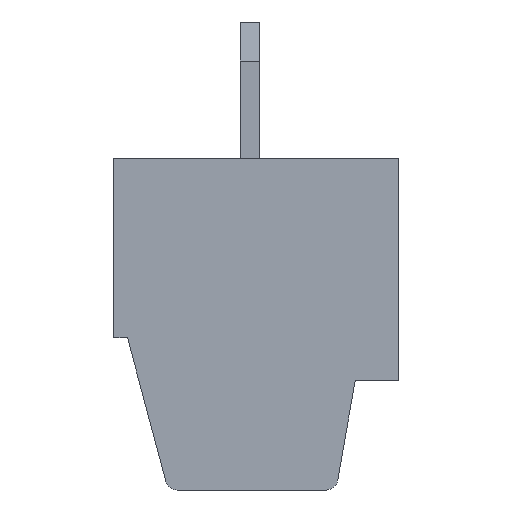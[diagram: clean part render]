
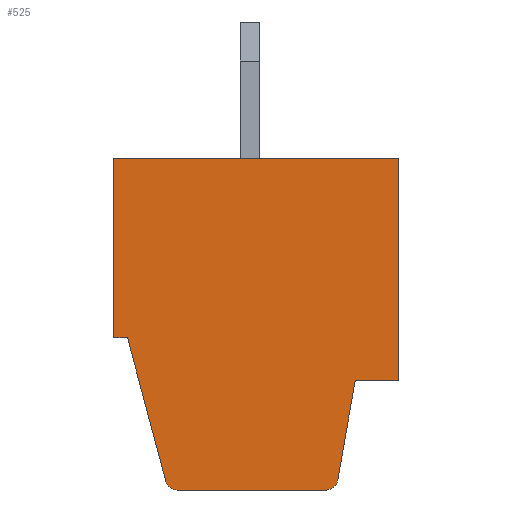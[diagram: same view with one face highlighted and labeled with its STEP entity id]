
A CAD part, left-side view. The second image highlights one B-rep face of the part: STEP entity #525.
In plain terms, the highlighted planar face has unit normal (-1, 0, 0).
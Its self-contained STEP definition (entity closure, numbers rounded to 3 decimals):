
#525 = ADVANCED_FACE( '', ( #1228 ), #1229, .T. );
#1228 = FACE_OUTER_BOUND( '', #2119, .T. );
#1229 = PLANE( '', #2120 );
#2119 = EDGE_LOOP( '', ( #3592, #3593, #3594, #3595, #3596, #3597, #3598, #3599, #3600, #3601 ) );
#2120 = AXIS2_PLACEMENT_3D( '', #3602, #3603, #3604 );
#3592 = ORIENTED_EDGE( '', *, *, #5273, .T. );
#3593 = ORIENTED_EDGE( '', *, *, #5173, .T. );
#3594 = ORIENTED_EDGE( '', *, *, #5274, .T. );
#3595 = ORIENTED_EDGE( '', *, *, #5275, .T. );
#3596 = ORIENTED_EDGE( '', *, *, #5047, .T. );
#3597 = ORIENTED_EDGE( '', *, *, #5276, .T. );
#3598 = ORIENTED_EDGE( '', *, *, #5277, .T. );
#3599 = ORIENTED_EDGE( '', *, *, #5278, .T. );
#3600 = ORIENTED_EDGE( '', *, *, #4785, .T. );
#3601 = ORIENTED_EDGE( '', *, *, #5279, .T. );
#3602 = CARTESIAN_POINT( '', ( 165.647, 214.734, -4.2 ) );
#3603 = DIRECTION( '', ( -1., 0., 0. ) );
#3604 = DIRECTION( '', ( 0., -1., 0. ) );
#4785 = EDGE_CURVE( '', #5619, #5620, #5621, .T. );
#5047 = EDGE_CURVE( '', #6065, #6066, #6067, .T. );
#5173 = EDGE_CURVE( '', #6252, #6253, #6254, .T. );
#5273 = EDGE_CURVE( '', #6405, #6252, #6406, .T. );
#5274 = EDGE_CURVE( '', #6253, #6407, #6408, .T. );
#5275 = EDGE_CURVE( '', #6407, #6065, #6409, .T. );
#5276 = EDGE_CURVE( '', #6066, #6410, #6411, .T. );
#5277 = EDGE_CURVE( '', #6410, #6412, #6413, .T. );
#5278 = EDGE_CURVE( '', #6412, #5619, #6414, .T. );
#5279 = EDGE_CURVE( '', #5620, #6405, #6415, .T. );
#5619 = VERTEX_POINT( '', #6835 );
#5620 = VERTEX_POINT( '', #6836 );
#5621 = LINE( '', #6837, #6838 );
#6065 = VERTEX_POINT( '', #7450 );
#6066 = VERTEX_POINT( '', #7451 );
#6067 = LINE( '', #7452, #7453 );
#6252 = VERTEX_POINT( '', #7708 );
#6253 = VERTEX_POINT( '', #7709 );
#6254 = CIRCLE( '', #7710, 0.3 );
#6405 = VERTEX_POINT( '', #7917 );
#6406 = LINE( '', #7918, #7919 );
#6407 = VERTEX_POINT( '', #7920 );
#6408 = LINE( '', #7921, #7922 );
#6409 = CIRCLE( '', #7923, 0.3 );
#6410 = VERTEX_POINT( '', #7924 );
#6411 = LINE( '', #7925, #7926 );
#6412 = VERTEX_POINT( '', #7927 );
#6413 = LINE( '', #7928, #7929 );
#6414 = LINE( '', #7930, #7931 );
#6415 = LINE( '', #7932, #7933 );
#6835 = CARTESIAN_POINT( '', ( 165.647, 214.734, 0. ) );
#6836 = CARTESIAN_POINT( '', ( 165.647, 214.734, -4.6 ) );
#6837 = CARTESIAN_POINT( '', ( 165.647, 214.734, -4.6 ) );
#6838 = VECTOR( '', #8445, 1000. );
#7450 = CARTESIAN_POINT( '', ( 165.647, 208.991, -8.252 ) );
#7451 = CARTESIAN_POINT( '', ( 165.647, 208.541, -5.7 ) );
#7452 = CARTESIAN_POINT( '', ( 165.647, 208.541, -5.7 ) );
#7453 = VECTOR( '', #8737, 1000. );
#7708 = CARTESIAN_POINT( '', ( 165.647, 213.394, -8.278 ) );
#7709 = CARTESIAN_POINT( '', ( 165.647, 213.104, -8.5 ) );
#7710 = AXIS2_PLACEMENT_3D( '', #8865, #8866, #8867 );
#7917 = CARTESIAN_POINT( '', ( 165.647, 214.379, -4.6 ) );
#7918 = CARTESIAN_POINT( '', ( 165.647, 213.394, -8.278 ) );
#7919 = VECTOR( '', #8972, 1000. );
#7920 = CARTESIAN_POINT( '', ( 165.647, 209.286, -8.5 ) );
#7921 = CARTESIAN_POINT( '', ( 165.647, 209.286, -8.5 ) );
#7922 = VECTOR( '', #8973, 1000. );
#7923 = AXIS2_PLACEMENT_3D( '', #8974, #8975, #8976 );
#7924 = CARTESIAN_POINT( '', ( 165.647, 207.434, -5.7 ) );
#7925 = CARTESIAN_POINT( '', ( 165.647, 207.434, -5.7 ) );
#7926 = VECTOR( '', #8977, 1000. );
#7927 = CARTESIAN_POINT( '', ( 165.647, 207.434, 0. ) );
#7928 = CARTESIAN_POINT( '', ( 165.647, 207.434, 0. ) );
#7929 = VECTOR( '', #8978, 1000. );
#7930 = CARTESIAN_POINT( '', ( 165.647, 214.734, 0. ) );
#7931 = VECTOR( '', #8979, 1000. );
#7932 = CARTESIAN_POINT( '', ( 165.647, 214.379, -4.6 ) );
#7933 = VECTOR( '', #8980, 1000. );
#8445 = DIRECTION( '', ( 0., 0., -1. ) );
#8737 = DIRECTION( '', ( 0., -0.174, 0.985 ) );
#8865 = CARTESIAN_POINT( '', ( 165.647, 213.104, -8.2 ) );
#8866 = DIRECTION( '', ( -1., 0., 0. ) );
#8867 = DIRECTION( '', ( 0., -1., 0. ) );
#8972 = DIRECTION( '', ( 0., -0.259, -0.966 ) );
#8973 = DIRECTION( '', ( 0., -1., 0. ) );
#8974 = CARTESIAN_POINT( '', ( 165.647, 209.286, -8.2 ) );
#8975 = DIRECTION( '', ( -1., 0., 0. ) );
#8976 = DIRECTION( '', ( 0., -1., 0. ) );
#8977 = DIRECTION( '', ( 0., -1., 0. ) );
#8978 = DIRECTION( '', ( 0., 0., 1. ) );
#8979 = DIRECTION( '', ( 0., 1., 0. ) );
#8980 = DIRECTION( '', ( 0., -1., 0. ) );
